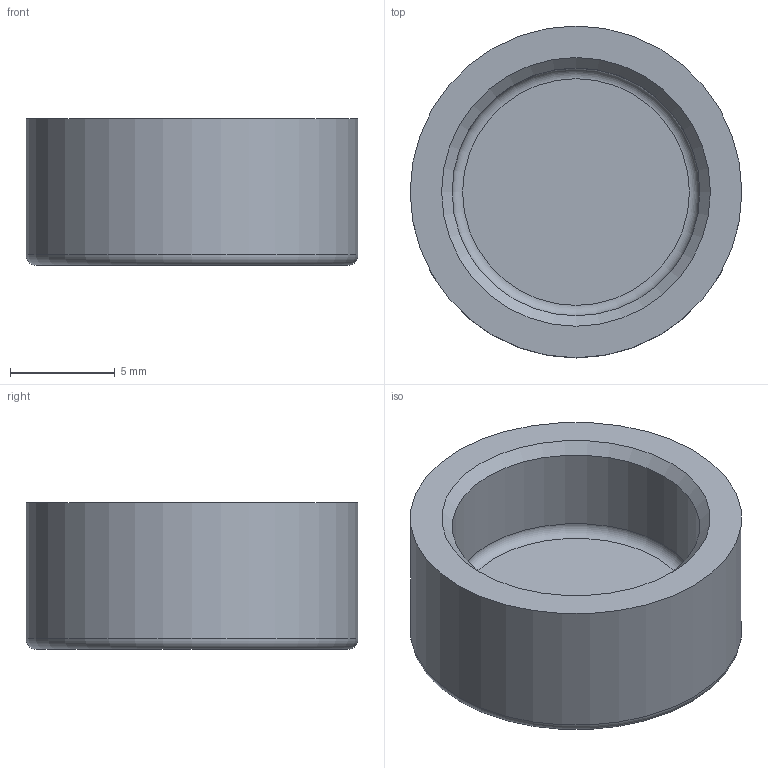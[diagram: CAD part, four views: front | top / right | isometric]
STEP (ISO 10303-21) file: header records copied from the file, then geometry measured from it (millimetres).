
FILE_DESCRIPTION(/* description */ (''),/* implementation_level */ '2;1');
FILE_NAME(/* name */ '9c93f3de-cf0a-4640-ad9b-9d559392b0ae.stp',/* time_stamp */ '2018-08-20T12:20:32+10:00',/* author */ ('jharsem'),/* organization */ (''),/* preprocessor_version */ 'ST-DEVELOPER v17',/* originating_system */ 'Autodesk Translation Framework v7.1.0.215',/* authorisation */ '');
FILE_SCHEMA (('AUTOMOTIVE_DESIGN { 1 0 10303 214 3 1 1 }'));
Length unit declared in the file: millimetre
Products named in the file (2): Cetus3D mkII Piezo Cap; Piezo Cap - Cetus3D mk II
Assembly tree (1 placements, depth 2):
  Cetus3D mkII Piezo Cap
    Piezo Cap - Cetus3D mk II
Bounding box: 15.8 x 15.8 x 7 mm (x, y, z)
Volume: 820.2 mm3; surface area: 895.6 mm2
Topology: 1 solids, 1 shells, 8 faces, 20 edges, 15 vertices
Faces by surface type: plane 3, torus 2, cylinder 2, cone 1
Full cylindrical faces by diameter (mm): 11.8 x1, 15.8 x1
Entity records: 314 total; most frequent: DIRECTION 59, CARTESIAN_POINT 46, ORIENTED_EDGE 40, AXIS2_PLACEMENT_3D 28, EDGE_CURVE 20, CIRCLE 17, VERTEX_POINT 15, EDGE_LOOP 9
